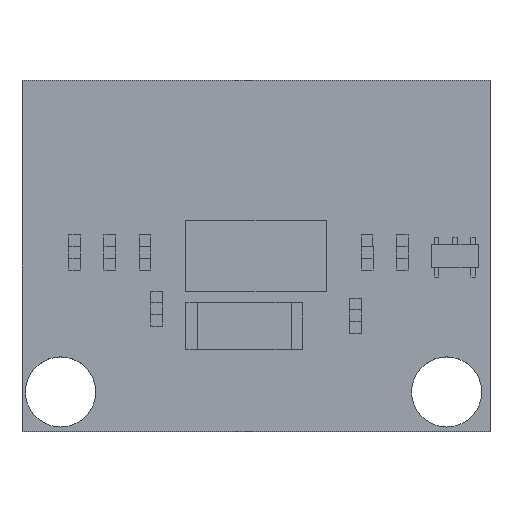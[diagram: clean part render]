
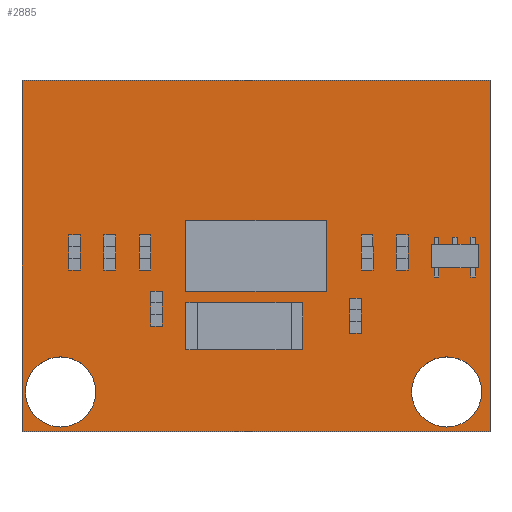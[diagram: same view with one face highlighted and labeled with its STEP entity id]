
A CAD part, top view. The second image highlights one B-rep face of the part: STEP entity #2885.
In plain terms, the highlighted planar face has unit normal (0, 0, 1).
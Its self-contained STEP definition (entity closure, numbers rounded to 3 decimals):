
#13=FACE_BOUND('',#294,.T.);
#14=FACE_BOUND('',#295,.T.);
#18=CIRCLE('',#3120,1.5);
#20=CIRCLE('',#3123,1.5);
#99=FACE_OUTER_BOUND('',#293,.T.);
#293=EDGE_LOOP('',(#1949,#1950,#1951,#1952));
#294=EDGE_LOOP('',(#1953));
#295=EDGE_LOOP('',(#1954));
#493=LINE('',#4136,#879);
#497=LINE('',#4144,#883);
#500=LINE('',#4150,#886);
#503=LINE('',#4155,#889);
#879=VECTOR('',#3352,10.);
#883=VECTOR('',#3358,10.);
#886=VECTOR('',#3363,10.);
#889=VECTOR('',#3368,10.);
#1260=VERTEX_POINT('',#4124);
#1262=VERTEX_POINT('',#4130);
#1263=VERTEX_POINT('',#4134);
#1264=VERTEX_POINT('',#4135);
#1267=VERTEX_POINT('',#4143);
#1269=VERTEX_POINT('',#4149);
#1525=EDGE_CURVE('',#1260,#1260,#18,.T.);
#1528=EDGE_CURVE('',#1262,#1262,#20,.T.);
#1529=EDGE_CURVE('',#1263,#1264,#493,.T.);
#1533=EDGE_CURVE('',#1264,#1267,#497,.T.);
#1536=EDGE_CURVE('',#1267,#1269,#500,.T.);
#1539=EDGE_CURVE('',#1269,#1263,#503,.T.);
#1949=ORIENTED_EDGE('',*,*,#1539,.T.);
#1950=ORIENTED_EDGE('',*,*,#1529,.T.);
#1951=ORIENTED_EDGE('',*,*,#1533,.T.);
#1952=ORIENTED_EDGE('',*,*,#1536,.T.);
#1953=ORIENTED_EDGE('',*,*,#1528,.T.);
#1954=ORIENTED_EDGE('',*,*,#1525,.T.);
#2691=PLANE('',#3128);
#2885=ADVANCED_FACE('',(#99,#13,#14),#2691,.T.);
#3120=AXIS2_PLACEMENT_3D('',#4126,#3341,#3342);
#3123=AXIS2_PLACEMENT_3D('',#4132,#3348,#3349);
#3128=AXIS2_PLACEMENT_3D('',#4157,#3370,#3371);
#3341=DIRECTION('center_axis',(0.,0.,-1.));
#3342=DIRECTION('ref_axis',(1.,0.,0.));
#3348=DIRECTION('center_axis',(0.,0.,-1.));
#3349=DIRECTION('ref_axis',(1.,0.,0.));
#3352=DIRECTION('',(1.,0.,0.));
#3358=DIRECTION('',(0.,1.,0.));
#3363=DIRECTION('',(-1.,0.,0.));
#3368=DIRECTION('',(0.,-1.,0.));
#3370=DIRECTION('center_axis',(0.,0.,1.));
#3371=DIRECTION('ref_axis',(1.,0.,0.));
#4124=CARTESIAN_POINT('',(16.649,1.688,0.));
#4126=CARTESIAN_POINT('Origin',(18.149,1.688,0.));
#4130=CARTESIAN_POINT('',(0.149,1.688,0.));
#4132=CARTESIAN_POINT('Origin',(1.649,1.688,0.));
#4134=CARTESIAN_POINT('',(0.,0.,0.));
#4135=CARTESIAN_POINT('',(20.,0.,0.));
#4136=CARTESIAN_POINT('',(0.,0.,0.));
#4143=CARTESIAN_POINT('',(20.,15.,0.));
#4144=CARTESIAN_POINT('',(20.,0.,0.));
#4149=CARTESIAN_POINT('',(0.,15.,0.));
#4150=CARTESIAN_POINT('',(20.,15.,0.));
#4155=CARTESIAN_POINT('',(0.,15.,0.));
#4157=CARTESIAN_POINT('Origin',(10.,7.5,0.));
